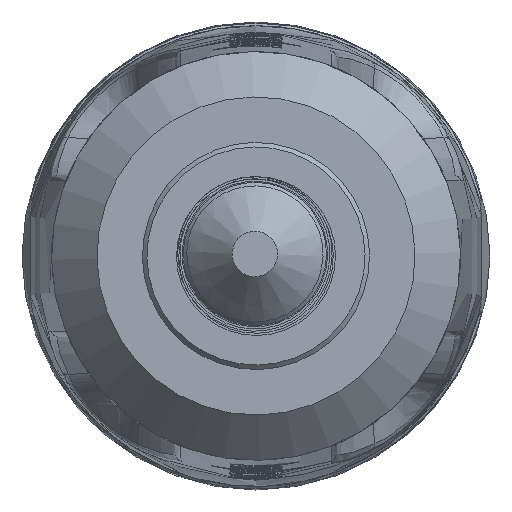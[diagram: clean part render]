
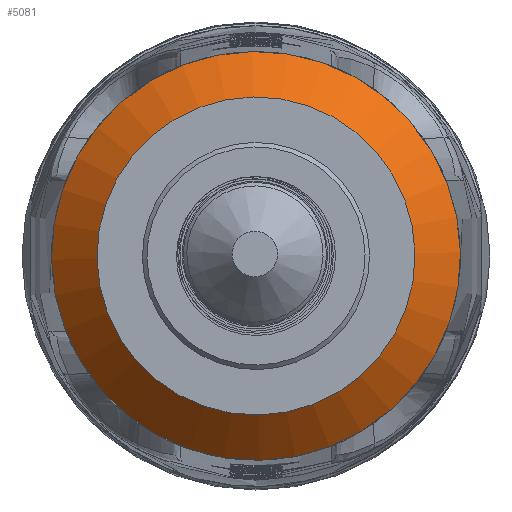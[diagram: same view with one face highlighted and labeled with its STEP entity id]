
A CAD part, front view. The second image highlights one B-rep face of the part: STEP entity #5081.
In plain terms, the highlighted conical face has half-angle 45 degrees and reference radius 4 mm.
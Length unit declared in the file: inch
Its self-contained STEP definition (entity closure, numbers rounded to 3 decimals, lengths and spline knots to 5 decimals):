
#1010=CONICAL_SURFACE('',#5551,0.15748,45.);
#1102=FACE_BOUND('',#1589,.T.);
#1318=FACE_OUTER_BOUND('',#1588,.T.);
#1588=EDGE_LOOP('',(#4593));
#1589=EDGE_LOOP('',(#4594));
#1761=CIRCLE('',#5552,0.1378);
#1762=CIRCLE('',#5553,0.17717);
#2467=VERTEX_POINT('',#13182);
#2468=VERTEX_POINT('',#13184);
#3345=EDGE_CURVE('',#2467,#2467,#1761,.T.);
#3346=EDGE_CURVE('',#2468,#2468,#1762,.T.);
#4593=ORIENTED_EDGE('',*,*,#3345,.T.);
#4594=ORIENTED_EDGE('',*,*,#3346,.T.);
#5081=ADVANCED_FACE('',(#1318,#1102),#1010,.T.);
#5551=AXIS2_PLACEMENT_3D('',#13181,#6563,#6564);
#5552=AXIS2_PLACEMENT_3D('',#13183,#6565,#6566);
#5553=AXIS2_PLACEMENT_3D('',#13185,#6567,#6568);
#6563=DIRECTION('center_axis',(0.,1.,0.));
#6564=DIRECTION('ref_axis',(-0.515,0.,0.857));
#6565=DIRECTION('center_axis',(0.,1.,0.));
#6566=DIRECTION('ref_axis',(-0.515,0.,0.857));
#6567=DIRECTION('center_axis',(0.,-1.,0.));
#6568=DIRECTION('ref_axis',(-0.515,0.,0.857));
#13181=CARTESIAN_POINT('Origin',(0.05441,0.5189,0.00389));
#13182=CARTESIAN_POINT('',(0.12544,0.49922,-0.11419));
#13183=CARTESIAN_POINT('Origin',(0.05441,0.49922,0.00389));
#13184=CARTESIAN_POINT('',(0.14573,0.53859,-0.14793));
#13185=CARTESIAN_POINT('Origin',(0.05441,0.53859,0.00389));
